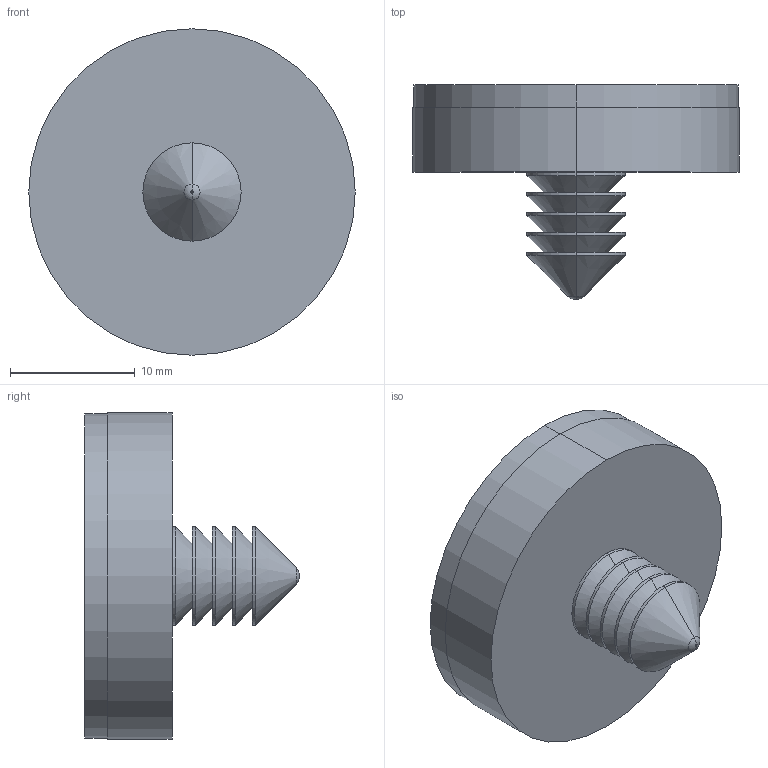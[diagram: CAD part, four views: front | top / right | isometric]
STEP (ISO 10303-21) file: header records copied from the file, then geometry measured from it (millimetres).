
FILE_DESCRIPTION (( 'STEP AP214' ), '1' );
FILE_NAME ('0237410d.STEP', '2018-09-03T06:13:28', ( 'admin' ), ( 'Hewlett-Packard Company' ), 'SwSTEP 2.0', 'SolidWorks 2017', '' );
FILE_SCHEMA (( 'AUTOMOTIVE_DESIGN' ));
Length unit declared in the file: millimetre
Products named in the file (1): 0237410d
Bounding box: 26.2 x 17.2 x 26.2 mm (x, y, z)
Volume: 3847.4 mm3; surface area: 2383.8 mm2
Topology: 1 solids, 1 shells, 50 faces, 98 edges, 52 vertices
Faces by surface type: cylinder 24, cone 20, plane 4, torus 2
Entity records: 1290 total; most frequent: DIRECTION 254, CARTESIAN_POINT 201, ORIENTED_EDGE 196, AXIS2_PLACEMENT_3D 105, EDGE_CURVE 98, CIRCLE 54, EDGE_LOOP 52, VERTEX_POINT 52
